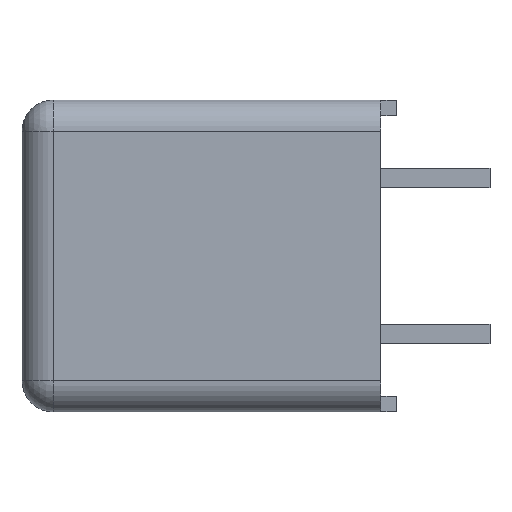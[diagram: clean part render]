
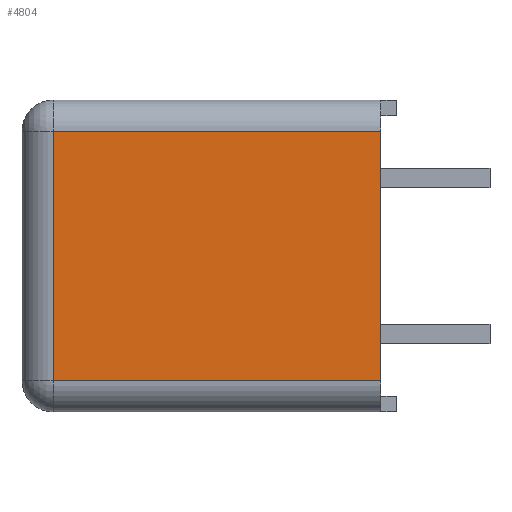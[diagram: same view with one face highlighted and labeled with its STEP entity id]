
A CAD part, left-side view. The second image highlights one B-rep face of the part: STEP entity #4804.
In plain terms, the highlighted planar face has unit normal (-1, 0, 0).
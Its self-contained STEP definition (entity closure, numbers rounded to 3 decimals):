
#8 = VERTEX_POINT ( 'NONE', #3572 ) ;
#401 = EDGE_CURVE ( 'NONE', #8, #9627, #4287, .T. ) ;
#624 = CARTESIAN_POINT ( 'NONE',  ( -15., 11.5, -5. ) ) ;
#1168 = ORIENTED_EDGE ( 'NONE', *, *, #2921, .T. ) ;
#1309 = CARTESIAN_POINT ( 'NONE',  ( -15., 0., 4. ) ) ;
#1662 = PLANE ( 'NONE',  #2250 ) ;
#2011 = FACE_OUTER_BOUND ( 'NONE', #7340, .T. ) ;
#2250 = AXIS2_PLACEMENT_3D ( 'NONE', #624, #9311, #8324 ) ;
#2275 = DIRECTION ( 'NONE',  ( 0., -1., 0. ) ) ;
#2618 = EDGE_CURVE ( 'NONE', #9627, #4773, #7767, .T. ) ;
#2872 = EDGE_CURVE ( 'NONE', #4773, #3360, #5706, .T. ) ;
#2921 = EDGE_CURVE ( 'NONE', #3360, #8, #7418, .T. ) ;
#3097 = VECTOR ( 'NONE', #2275, 1000. ) ;
#3275 = CARTESIAN_POINT ( 'NONE',  ( -15., 11.5, -4. ) ) ;
#3360 = VERTEX_POINT ( 'NONE', #8600 ) ;
#3572 = CARTESIAN_POINT ( 'NONE',  ( -15., 10.5, -4. ) ) ;
#3735 = DIRECTION ( 'NONE',  ( 0., 1., 0. ) ) ;
#3860 = VECTOR ( 'NONE', #5821, 1000. ) ;
#4055 = VECTOR ( 'NONE', #5472, 1000. ) ;
#4287 = LINE ( 'NONE', #3275, #3097 ) ;
#4716 = CARTESIAN_POINT ( 'NONE',  ( -15., 11.5, 4. ) ) ;
#4773 = VERTEX_POINT ( 'NONE', #1309 ) ;
#4804 = ADVANCED_FACE ( 'NONE', ( #2011 ), #1662, .F. ) ;
#4914 = ORIENTED_EDGE ( 'NONE', *, *, #2872, .T. ) ;
#5036 = VECTOR ( 'NONE', #3735, 1000. ) ;
#5472 = DIRECTION ( 'NONE',  ( 0., 0., -1. ) ) ;
#5706 = LINE ( 'NONE', #4716, #5036 ) ;
#5821 = DIRECTION ( 'NONE',  ( 0., 0., 1. ) ) ;
#6236 = ORIENTED_EDGE ( 'NONE', *, *, #2618, .T. ) ;
#6455 = CARTESIAN_POINT ( 'NONE',  ( -15., 10.5, -5. ) ) ;
#6793 = CARTESIAN_POINT ( 'NONE',  ( -15., 0., -5. ) ) ;
#7340 = EDGE_LOOP ( 'NONE', ( #1168, #7435, #6236, #4914 ) ) ;
#7418 = LINE ( 'NONE', #6455, #4055 ) ;
#7435 = ORIENTED_EDGE ( 'NONE', *, *, #401, .T. ) ;
#7767 = LINE ( 'NONE', #6793, #3860 ) ;
#8324 = DIRECTION ( 'NONE',  ( 0., 0., -1. ) ) ;
#8600 = CARTESIAN_POINT ( 'NONE',  ( -15., 10.5, 4. ) ) ;
#9054 = CARTESIAN_POINT ( 'NONE',  ( -15., 0., -4. ) ) ;
#9311 = DIRECTION ( 'NONE',  ( 1., 0., 0. ) ) ;
#9627 = VERTEX_POINT ( 'NONE', #9054 ) ;
